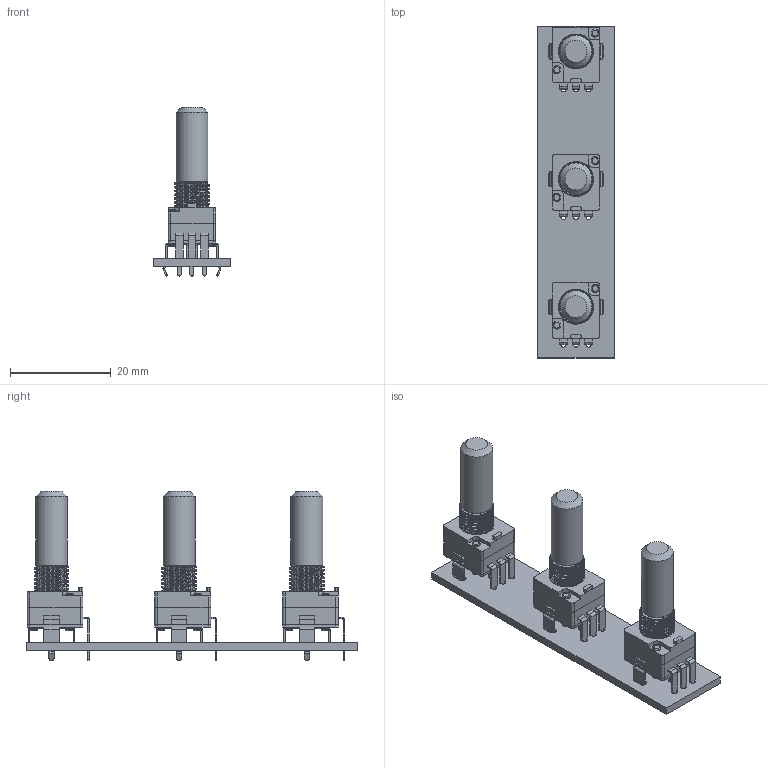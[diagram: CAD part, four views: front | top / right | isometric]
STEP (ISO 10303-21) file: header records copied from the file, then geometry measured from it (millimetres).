
FILE_DESCRIPTION(('KiCad electronic assembly'),'2;1');
FILE_NAME('#140-000 Potentiometer PCBA.step','2019-08-10T19:08:36',( 'An Author'),('A Company'),'Open CASCADE STEP processor 6.9', 'KiCad to STEP converter','Unknown');
FILE_SCHEMA(('AUTOMOTIVE_DESIGN { 1 0 10303 214 1 1 1 1 }'));
Length unit declared in the file: millimetre
Products named in the file (4): Open CASCADE STEP translator 6.9 1; Alpha_Taiwan_RD901F-40; SOLID; COMPOUND
Assembly tree (5 placements, depth 3):
  Open CASCADE STEP translator 6.9 1
    Alpha_Taiwan_RD901F-40  x3
      SOLID
    COMPOUND
Bounding box: 15.24 x 66.04 x 33.64 mm (x, y, z)
Volume: 5752.5 mm3; surface area: 5913.2 mm2
Topology: 4 solids, 4 shells, 975 faces, 2280 edges, 1334 vertices
Faces by surface type: plane 639, cylinder 213, bspline 105, torus 12, cone 6
Full cylindrical faces by diameter (mm): 1 x9, 1.6 x12, 6.35 x3
Entity records: 39508 total; most frequent: CARTESIAN_POINT 20421, DIRECTION 3134, LINE 2062, VECTOR 2062, ORIENTED_EDGE 1668, PCURVE 1668, DEFINITIONAL_REPRESENTATION 1668, EDGE_CURVE 834
